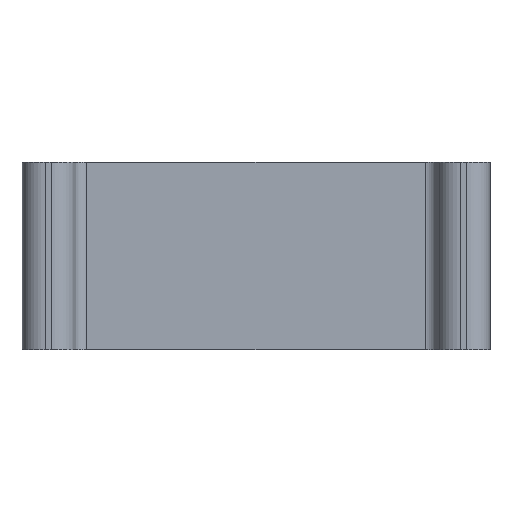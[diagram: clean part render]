
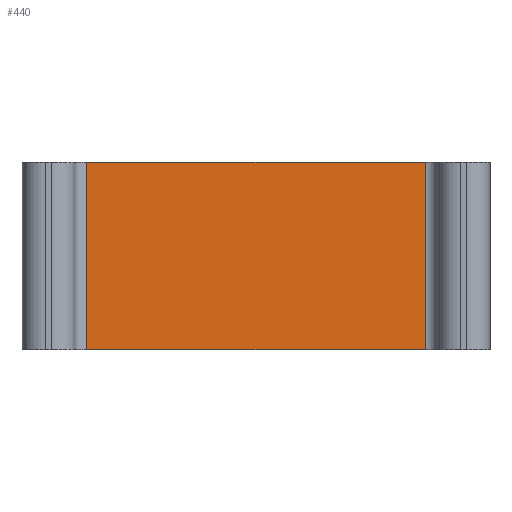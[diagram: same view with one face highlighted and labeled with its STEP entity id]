
A CAD part, front view. The second image highlights one B-rep face of the part: STEP entity #440.
In plain terms, the highlighted planar face has unit normal (0, -1, 0).
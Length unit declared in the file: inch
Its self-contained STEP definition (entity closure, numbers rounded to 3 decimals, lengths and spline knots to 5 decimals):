
#22 = FACE_OUTER_BOUND ( 'NONE', #132, .T. ) ;
#40 = LINE ( 'NONE', #843, #47 ) ;
#47 = VECTOR ( 'NONE', #831, 39.37008 ) ;
#57 = VECTOR ( 'NONE', #859, 39.37008 ) ;
#67 = LINE ( 'NONE', #860, #57 ) ;
#78 = VECTOR ( 'NONE', #789, 39.37008 ) ;
#98 = LINE ( 'NONE', #790, #78 ) ;
#127 = LINE ( 'NONE', #788, #181 ) ;
#132 = EDGE_LOOP ( 'NONE', ( #200, #201, #202, #203 ) ) ;
#181 = VECTOR ( 'NONE', #787, 39.37008 ) ;
#200 = ORIENTED_EDGE ( 'NONE', *, *, #417, .T. ) ;
#201 = ORIENTED_EDGE ( 'NONE', *, *, #435, .F. ) ;
#202 = ORIENTED_EDGE ( 'NONE', *, *, #406, .F. ) ;
#203 = ORIENTED_EDGE ( 'NONE', *, *, #434, .T. ) ;
#287 = CARTESIAN_POINT ( 'NONE',  ( 0.378, 0.212, 0. ) ) ;
#308 = VERTEX_POINT ( 'NONE', #355 ) ;
#337 = VERTEX_POINT ( 'NONE', #349 ) ;
#339 = VERTEX_POINT ( 'NONE', #346 ) ;
#342 = VERTEX_POINT ( 'NONE', #287 ) ;
#346 = CARTESIAN_POINT ( 'NONE',  ( 3.998, 0.212, 0. ) ) ;
#349 = CARTESIAN_POINT ( 'NONE',  ( 0.378, 0.212, 2.003 ) ) ;
#355 = CARTESIAN_POINT ( 'NONE',  ( 3.998, 0.212, 2.003 ) ) ;
#406 = EDGE_CURVE ( 'NONE', #337, #308, #67, .T. ) ;
#417 = EDGE_CURVE ( 'NONE', #342, #339, #40, .T. ) ;
#434 = EDGE_CURVE ( 'NONE', #337, #342, #98, .T. ) ;
#435 = EDGE_CURVE ( 'NONE', #308, #339, #127, .T. ) ;
#440 = ADVANCED_FACE ( 'NONE', ( #22 ), #780, .F. ) ;
#483 = AXIS2_PLACEMENT_3D ( 'NONE', #799, #648, #647 ) ;
#647 = DIRECTION ( 'NONE',  ( -1., 0., 0. ) ) ;
#648 = DIRECTION ( 'NONE',  ( 0., 1., 0. ) ) ;
#780 = PLANE ( 'NONE',  #483 ) ;
#787 = DIRECTION ( 'NONE',  ( 0., 0., -1. ) ) ;
#788 = CARTESIAN_POINT ( 'NONE',  ( 3.998, 0.212, 2.003 ) ) ;
#789 = DIRECTION ( 'NONE',  ( 0., 0., -1. ) ) ;
#790 = CARTESIAN_POINT ( 'NONE',  ( 0.378, 0.212, 2.003 ) ) ;
#799 = CARTESIAN_POINT ( 'NONE',  ( 3.998, 0.212, 2.003 ) ) ;
#831 = DIRECTION ( 'NONE',  ( 1., 0., 0. ) ) ;
#843 = CARTESIAN_POINT ( 'NONE',  ( 3.998, 0.212, 0. ) ) ;
#859 = DIRECTION ( 'NONE',  ( 1., 0., 0. ) ) ;
#860 = CARTESIAN_POINT ( 'NONE',  ( 3.998, 0.212, 2.003 ) ) ;
